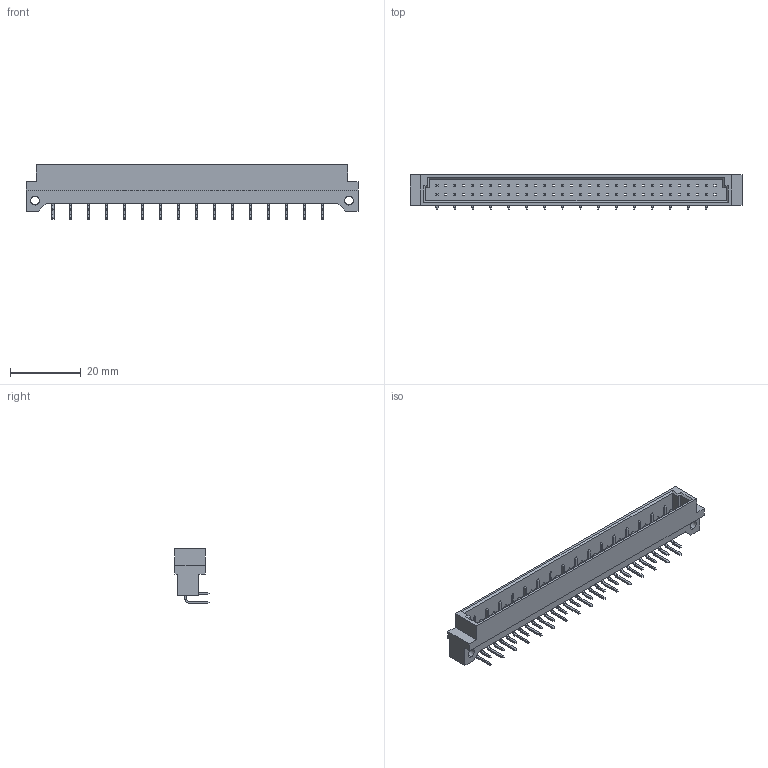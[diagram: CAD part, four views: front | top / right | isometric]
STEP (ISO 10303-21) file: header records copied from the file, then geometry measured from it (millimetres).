
FILE_DESCRIPTION (( 'STEP AP203' ), '1' );
FILE_NAME ('463-032-360-222.STEP', '2019-11-11T15:43:20', ( '' ), ( '' ), 'SwSTEP 2.0', 'SolidWorks 2020', '' );
FILE_SCHEMA (( 'CONFIG_CONTROL_DESIGN' ));
Length unit declared in the file: millimetre
Products named in the file (4): 463-032-360-222; 463 Part_64; 463-290-2; 463-290-1
Assembly tree (33 placements, depth 2):
  463-032-360-222
    463 Part_64
    463-290-1  x16
    463-290-2  x16
Bounding box: 94 x 9.7 x 15.53 mm (x, y, z)
Volume: 4487 mm3; surface area: 6878.6 mm2
Topology: 33 solids, 33 shells, 871 faces, 2148 edges, 1344 vertices
Faces by surface type: plane 803, cylinder 68
Entity records: 12204 total; most frequent: CARTESIAN_POINT 1939, ORIENTED_EDGE 1896, DIRECTION 1698, EDGE_CURVE 948, LINE 932, VECTOR 932, VERTEX_POINT 624, EDGE_LOOP 464
